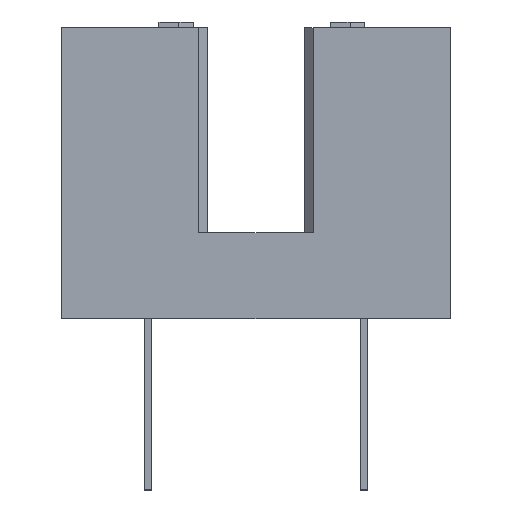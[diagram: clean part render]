
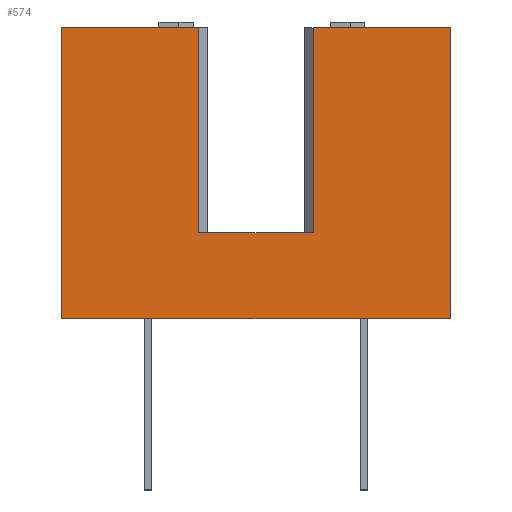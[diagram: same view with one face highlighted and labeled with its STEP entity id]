
A CAD part, top view. The second image highlights one B-rep face of the part: STEP entity #574.
In plain terms, the highlighted planar face has unit normal (0, 0, 1).
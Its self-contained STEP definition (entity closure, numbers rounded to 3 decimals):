
#5 = ORIENTED_EDGE ( 'NONE', *, *, #2144, .F. ) ;
#36 = EDGE_CURVE ( 'NONE', #139, #159, #1056, .T. ) ;
#50 = ORIENTED_EDGE ( 'NONE', *, *, #165, .F. ) ;
#99 = VERTEX_POINT ( 'NONE', #1285 ) ;
#139 = VERTEX_POINT ( 'NONE', #1468 ) ;
#159 = VERTEX_POINT ( 'NONE', #1609 ) ;
#165 = EDGE_CURVE ( 'NONE', #283, #187, #1655, .T. ) ;
#183 = EDGE_CURVE ( 'NONE', #824, #204, #1774, .T. ) ;
#187 = VERTEX_POINT ( 'NONE', #1821 ) ;
#204 = VERTEX_POINT ( 'NONE', #1956 ) ;
#283 = VERTEX_POINT ( 'NONE', #372 ) ;
#284 = VERTEX_POINT ( 'NONE', #374 ) ;
#289 = ORIENTED_EDGE ( 'NONE', *, *, #619, .T. ) ;
#306 = EDGE_CURVE ( 'NONE', #284, #187, #447, .T. ) ;
#372 = CARTESIAN_POINT ( 'NONE',  ( 10.6, 10.2, 1.83 ) ) ;
#374 = CARTESIAN_POINT ( 'NONE',  ( -3., 0., 1.83 ) ) ;
#439 = ORIENTED_EDGE ( 'NONE', *, *, #696, .T. ) ;
#447 = LINE ( 'NONE', #448, #449 ) ;
#448 = CARTESIAN_POINT ( 'NONE',  ( -3., 0., 1.83 ) ) ;
#449 = VECTOR ( 'NONE', #450, 1000. ) ;
#450 = DIRECTION ( 'NONE',  ( 1., 0., 0. ) ) ;
#574 = ADVANCED_FACE ( 'NONE', ( #1730 ), #1731, .F. ) ;
#619 = EDGE_CURVE ( 'NONE', #824, #159, #1895, .T. ) ;
#652 = ORIENTED_EDGE ( 'NONE', *, *, #36, .F. ) ;
#696 = EDGE_CURVE ( 'NONE', #99, #204, #2134, .T. ) ;
#704 = EDGE_CURVE ( 'NONE', #139, #284, #2156, .T. ) ;
#728 = ORIENTED_EDGE ( 'NONE', *, *, #183, .F. ) ;
#772 = EDGE_LOOP ( 'NONE', ( #5, #439, #728, #289, #652, #2217, #1645, #50 ) ) ;
#824 = VERTEX_POINT ( 'NONE', #1467 ) ;
#1056 = LINE ( 'NONE', #1057, #1059 ) ;
#1057 = CARTESIAN_POINT ( 'NONE',  ( -3., 10.2, 1.83 ) ) ;
#1059 = VECTOR ( 'NONE', #1060, 1000. ) ;
#1060 = DIRECTION ( 'NONE',  ( 1., 0., 0. ) ) ;
#1285 = CARTESIAN_POINT ( 'NONE',  ( 5.8, 10.2, 1.83 ) ) ;
#1419 = LINE ( 'NONE', #1420, #1421 ) ;
#1420 = CARTESIAN_POINT ( 'NONE',  ( -3., 10.2, 1.83 ) ) ;
#1421 = VECTOR ( 'NONE', #1422, 1000. ) ;
#1422 = DIRECTION ( 'NONE',  ( 1., 0., 0. ) ) ;
#1467 = CARTESIAN_POINT ( 'NONE',  ( 1.8, 3., 1.83 ) ) ;
#1468 = CARTESIAN_POINT ( 'NONE',  ( -3., 10.2, 1.83 ) ) ;
#1609 = CARTESIAN_POINT ( 'NONE',  ( 1.8, 10.2, 1.83 ) ) ;
#1645 = ORIENTED_EDGE ( 'NONE', *, *, #306, .T. ) ;
#1655 = LINE ( 'NONE', #1656, #1657 ) ;
#1656 = CARTESIAN_POINT ( 'NONE',  ( 10.6, 10.2, 1.83 ) ) ;
#1657 = VECTOR ( 'NONE', #1658, 1000. ) ;
#1658 = DIRECTION ( 'NONE',  ( 0., -1., 0. ) ) ;
#1730 = FACE_OUTER_BOUND ( 'NONE', #772, .T. ) ;
#1731 = PLANE ( 'NONE',  #1733 ) ;
#1733 = AXIS2_PLACEMENT_3D ( 'NONE', #1734, #1735, #1736 ) ;
#1734 = CARTESIAN_POINT ( 'NONE',  ( -3., 10.2, 1.83 ) ) ;
#1735 = DIRECTION ( 'NONE',  ( 0., 0., -1. ) ) ;
#1736 = DIRECTION ( 'NONE',  ( -1., 0., 0. ) ) ;
#1774 = LINE ( 'NONE', #1775, #1776 ) ;
#1775 = CARTESIAN_POINT ( 'NONE',  ( 2.1, 3., 1.83 ) ) ;
#1776 = VECTOR ( 'NONE', #1777, 1000. ) ;
#1777 = DIRECTION ( 'NONE',  ( 1., 0., 0. ) ) ;
#1821 = CARTESIAN_POINT ( 'NONE',  ( 10.6, 0., 1.83 ) ) ;
#1895 = LINE ( 'NONE', #1896, #1897 ) ;
#1896 = CARTESIAN_POINT ( 'NONE',  ( 1.8, 10.2, 1.83 ) ) ;
#1897 = VECTOR ( 'NONE', #1898, 1000. ) ;
#1898 = DIRECTION ( 'NONE',  ( 0., 1., 0. ) ) ;
#1956 = CARTESIAN_POINT ( 'NONE',  ( 5.8, 3., 1.83 ) ) ;
#2134 = LINE ( 'NONE', #2135, #2136 ) ;
#2135 = CARTESIAN_POINT ( 'NONE',  ( 5.8, 10.2, 1.83 ) ) ;
#2136 = VECTOR ( 'NONE', #2137, 1000. ) ;
#2137 = DIRECTION ( 'NONE',  ( 0., -1., 0. ) ) ;
#2144 = EDGE_CURVE ( 'NONE', #99, #283, #1419, .T. ) ;
#2156 = LINE ( 'NONE', #2157, #2158 ) ;
#2157 = CARTESIAN_POINT ( 'NONE',  ( -3., 10.2, 1.83 ) ) ;
#2158 = VECTOR ( 'NONE', #2159, 1000. ) ;
#2159 = DIRECTION ( 'NONE',  ( 0., -1., 0. ) ) ;
#2217 = ORIENTED_EDGE ( 'NONE', *, *, #704, .T. ) ;
